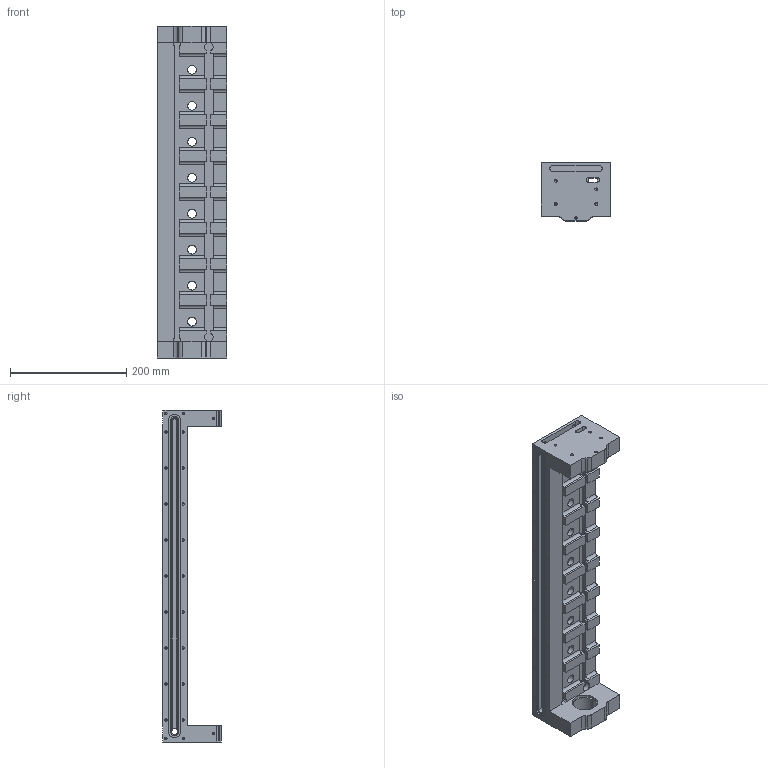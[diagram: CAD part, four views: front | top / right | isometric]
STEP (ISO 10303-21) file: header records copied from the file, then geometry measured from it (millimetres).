
FILE_DESCRIPTION (( 'STEP AP203' ), '1' );
FILE_NAME ('070222_-.step', '2018-09-04T13:25:37', ( 'DAO3' ), ( '' ), 'SwSTEP 2.0', 'SolidWorks 2017', '' );
FILE_SCHEMA (( 'CONFIG_CONTROL_DESIGN' ));
Length unit declared in the file: millimetre
Products named in the file (1): 070222_-
Bounding box: 120 x 100 x 572 mm (x, y, z)
Volume: 1736410 mm3; surface area: 324657.7 mm2
Topology: 1 solids, 1 shells, 526 faces, 1424 edges, 844 vertices
Faces by surface type: cylinder 237, plane 166, cone 112, bspline 8, torus 3
Entity records: 16387 total; most frequent: CARTESIAN_POINT 3461, DIRECTION 2748, ORIENTED_EDGE 2624, EDGE_CURVE 1312, AXIS2_PLACEMENT_3D 975, VERTEX_POINT 844, LINE 798, VECTOR 798
